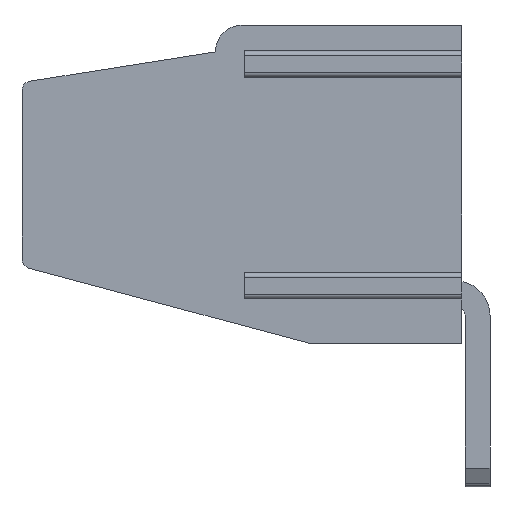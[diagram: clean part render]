
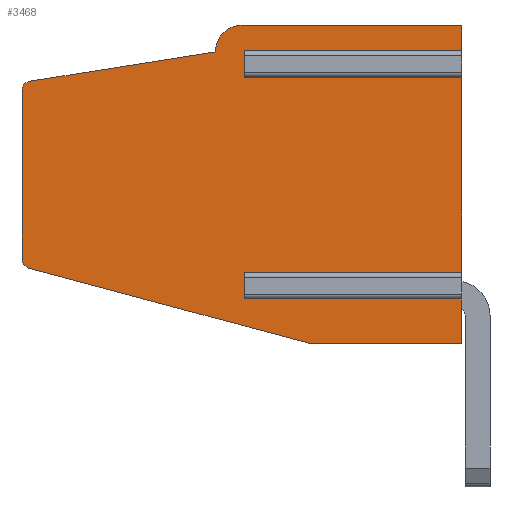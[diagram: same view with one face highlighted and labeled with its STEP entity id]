
A CAD part, left-side view. The second image highlights one B-rep face of the part: STEP entity #3468.
In plain terms, the highlighted planar face has unit normal (-1, 0, 0).
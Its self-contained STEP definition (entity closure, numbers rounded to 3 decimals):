
#35=CARTESIAN_POINT('',(0.,6.96,1.55));
#36=VERTEX_POINT('',#35);
#71=CARTESIAN_POINT('',(0.,6.96,2.15));
#72=VERTEX_POINT('',#71);
#79=CARTESIAN_POINT('',(0.,6.96,1.55));
#80=DIRECTION('',(0.,0.,1.));
#81=VECTOR('',#80,0.6);
#82=LINE('',#79,#81);
#83=EDGE_CURVE('',#36,#72,#82,.T.);
#93=CARTESIAN_POINT('',(0.,6.96,8.65));
#94=VERTEX_POINT('',#93);
#129=CARTESIAN_POINT('',(0.,6.96,9.25));
#130=VERTEX_POINT('',#129);
#137=CARTESIAN_POINT('',(0.,6.96,8.65));
#138=DIRECTION('',(0.,0.,1.));
#139=VECTOR('',#138,0.6);
#140=LINE('',#137,#139);
#141=EDGE_CURVE('',#94,#130,#140,.T.);
#160=CARTESIAN_POINT('',(0.,0.,2.15));
#161=VERTEX_POINT('',#160);
#168=CARTESIAN_POINT('',(0.,6.96,2.15));
#169=DIRECTION('',(0.,-1.,0.));
#170=VECTOR('',#169,6.96);
#171=LINE('',#168,#170);
#172=EDGE_CURVE('',#72,#161,#171,.T.);
#408=CARTESIAN_POINT('',(0.,14.1,2.7));
#409=VERTEX_POINT('',#408);
#416=CARTESIAN_POINT('',(0.,14.1,8.104));
#417=VERTEX_POINT('',#416);
#418=CARTESIAN_POINT('',(0.,14.1,8.104));
#419=DIRECTION('',(0.,0.,-1.));
#420=VECTOR('',#419,5.404);
#421=LINE('',#418,#420);
#422=EDGE_CURVE('',#417,#409,#421,.T.);
#483=CARTESIAN_POINT('',(0.,13.847,8.4));
#484=VERTEX_POINT('',#483);
#485=CARTESIAN_POINT('',(0.,13.8,8.104));
#486=DIRECTION('',(0.,0.156,0.988));
#487=DIRECTION('',(-1.,0.,-0.));
#488=AXIS2_PLACEMENT_3D('',#485,#487,#486);
#489=CIRCLE('',#488,0.3);
#490=EDGE_CURVE('',#484,#417,#489,.T.);
#939=CARTESIAN_POINT('',(0.,7.04,10.2));
#940=VERTEX_POINT('',#939);
#948=CARTESIAN_POINT('',(0.,7.9,9.342));
#949=VERTEX_POINT('',#948);
#956=CARTESIAN_POINT('',(0.,7.04,9.34));
#957=DIRECTION('',(0.,0.,1.));
#958=DIRECTION('',(-1.,0.,-0.));
#959=AXIS2_PLACEMENT_3D('',#956,#958,#957);
#960=CIRCLE('',#959,0.86);
#961=EDGE_CURVE('',#940,#949,#960,.T.);
#2738=CARTESIAN_POINT('',(0.,13.878,2.41));
#2739=VERTEX_POINT('',#2738);
#2746=CARTESIAN_POINT('',(0.,13.8,2.7));
#2747=DIRECTION('',(0.,1.,0.));
#2748=DIRECTION('',(-1.,-0.,0.));
#2749=AXIS2_PLACEMENT_3D('',#2746,#2748,#2747);
#2750=CIRCLE('',#2749,0.3);
#2751=EDGE_CURVE('',#409,#2739,#2750,.T.);
#3183=CARTESIAN_POINT('',(0.,0.,1.55));
#3184=VERTEX_POINT('',#3183);
#3198=CARTESIAN_POINT('',(0.,0.,1.55));
#3199=DIRECTION('',(0.,1.,0.));
#3200=VECTOR('',#3199,6.96);
#3201=LINE('',#3198,#3200);
#3202=EDGE_CURVE('',#3184,#36,#3201,.T.);
#3281=CARTESIAN_POINT('',(0.,0.,8.65));
#3282=VERTEX_POINT('',#3281);
#3296=CARTESIAN_POINT('',(0.,0.,8.65));
#3297=DIRECTION('',(0.,1.,0.));
#3298=VECTOR('',#3297,6.96);
#3299=LINE('',#3296,#3298);
#3300=EDGE_CURVE('',#3282,#94,#3299,.T.);
#3386=CARTESIAN_POINT('',(0.,0.,9.25));
#3387=VERTEX_POINT('',#3386);
#3394=CARTESIAN_POINT('',(0.,6.96,9.25));
#3395=DIRECTION('',(0.,-1.,0.));
#3396=VECTOR('',#3395,6.96);
#3397=LINE('',#3394,#3396);
#3398=EDGE_CURVE('',#130,#3387,#3397,.T.);
#3403=CARTESIAN_POINT('',(0.,0.,0.));
#3404=DIRECTION('',(0.,0.,-1.));
#3405=DIRECTION('',(-1.,-0.,-0.));
#3406=AXIS2_PLACEMENT_3D('',#3403,#3405,#3404);
#3407=PLANE('',#3406);
#3408=CARTESIAN_POINT('',(0.,7.9,9.342));
#3409=DIRECTION('',(0.,0.988,-0.156));
#3410=VECTOR('',#3409,6.021);
#3411=LINE('',#3408,#3410);
#3412=EDGE_CURVE('',#949,#484,#3411,.T.);
#3413=ORIENTED_EDGE('',*,*,#3412,.T.);
#3414=ORIENTED_EDGE('',*,*,#490,.T.);
#3415=ORIENTED_EDGE('',*,*,#422,.T.);
#3416=ORIENTED_EDGE('',*,*,#2751,.T.);
#3417=CARTESIAN_POINT('',(0.,4.9,0.));
#3418=VERTEX_POINT('',#3417);
#3419=CARTESIAN_POINT('',(0.,13.878,2.41));
#3420=DIRECTION('',(0.,-0.966,-0.259));
#3421=VECTOR('',#3420,9.296);
#3422=LINE('',#3419,#3421);
#3423=EDGE_CURVE('',#2739,#3418,#3422,.T.);
#3424=ORIENTED_EDGE('',*,*,#3423,.T.);
#3425=CARTESIAN_POINT('',(0.,0.,0.));
#3426=VERTEX_POINT('',#3425);
#3427=CARTESIAN_POINT('',(0.,4.9,0.));
#3428=DIRECTION('',(0.,-1.,0.));
#3429=VECTOR('',#3428,4.9);
#3430=LINE('',#3427,#3429);
#3431=EDGE_CURVE('',#3418,#3426,#3430,.T.);
#3432=ORIENTED_EDGE('',*,*,#3431,.T.);
#3433=CARTESIAN_POINT('',(0.,0.,0.));
#3434=DIRECTION('',(0.,0.,1.));
#3435=VECTOR('',#3434,1.55);
#3436=LINE('',#3433,#3435);
#3437=EDGE_CURVE('',#3426,#3184,#3436,.T.);
#3438=ORIENTED_EDGE('',*,*,#3437,.T.);
#3439=ORIENTED_EDGE('',*,*,#3202,.T.);
#3440=ORIENTED_EDGE('',*,*,#83,.T.);
#3441=ORIENTED_EDGE('',*,*,#172,.T.);
#3442=CARTESIAN_POINT('',(0.,0.,2.15));
#3443=DIRECTION('',(0.,0.,1.));
#3444=VECTOR('',#3443,6.5);
#3445=LINE('',#3442,#3444);
#3446=EDGE_CURVE('',#161,#3282,#3445,.T.);
#3447=ORIENTED_EDGE('',*,*,#3446,.T.);
#3448=ORIENTED_EDGE('',*,*,#3300,.T.);
#3449=ORIENTED_EDGE('',*,*,#141,.T.);
#3450=ORIENTED_EDGE('',*,*,#3398,.T.);
#3451=CARTESIAN_POINT('',(0.,0.,10.2));
#3452=VERTEX_POINT('',#3451);
#3453=CARTESIAN_POINT('',(0.,0.,9.25));
#3454=DIRECTION('',(0.,0.,1.));
#3455=VECTOR('',#3454,0.95);
#3456=LINE('',#3453,#3455);
#3457=EDGE_CURVE('',#3387,#3452,#3456,.T.);
#3458=ORIENTED_EDGE('',*,*,#3457,.T.);
#3459=CARTESIAN_POINT('',(0.,0.,10.2));
#3460=DIRECTION('',(0.,1.,0.));
#3461=VECTOR('',#3460,7.04);
#3462=LINE('',#3459,#3461);
#3463=EDGE_CURVE('',#3452,#940,#3462,.T.);
#3464=ORIENTED_EDGE('',*,*,#3463,.T.);
#3465=ORIENTED_EDGE('',*,*,#961,.T.);
#3466=EDGE_LOOP('',(#3413,#3414,#3415,#3416,#3424,#3432,#3438,#3439,#3440,#3441,#3447,#3448,#3449,#3450,#3458,#3464,#3465));
#3467=FACE_OUTER_BOUND('',#3466,.T.);
#3468=ADVANCED_FACE('',(#3467),#3407,.T.);
